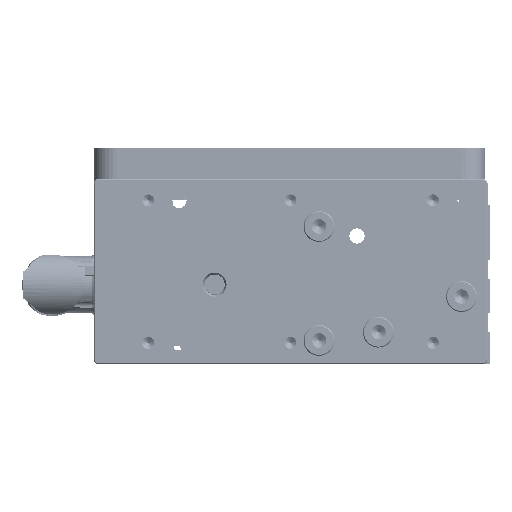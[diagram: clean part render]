
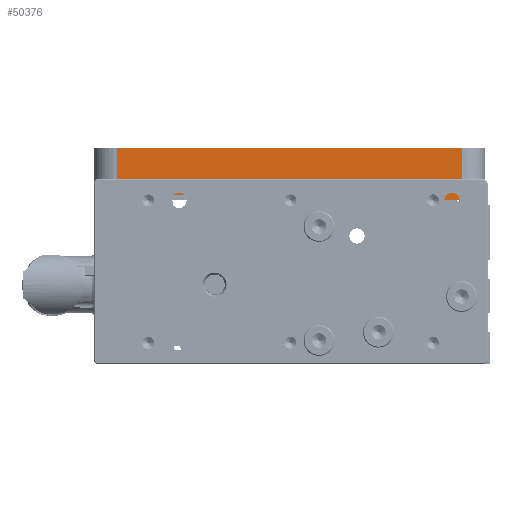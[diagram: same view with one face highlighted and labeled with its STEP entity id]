
A CAD part, left-side view. The second image highlights one B-rep face of the part: STEP entity #50376.
In plain terms, the highlighted planar face has unit normal (-1, 0, 0).
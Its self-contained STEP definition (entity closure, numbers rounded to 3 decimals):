
#4697 = CARTESIAN_POINT ( 'NONE',  ( -100., 85., 22. ) ) ;
#5868 = DIRECTION ( 'NONE',  ( 1., 0., 0. ) ) ;
#7561 = VECTOR ( 'NONE', #52982, 1000. ) ;
#10233 = ORIENTED_EDGE ( 'NONE', *, *, #180281, .T. ) ;
#14812 = DIRECTION ( 'NONE',  ( 0., -1., 0. ) ) ;
#15881 = EDGE_CURVE ( 'NONE', #161509, #79562, #33262, .T. ) ;
#16038 = DIRECTION ( 'NONE',  ( 0., -1., 0. ) ) ;
#17082 = VERTEX_POINT ( 'NONE', #159835 ) ;
#20704 = EDGE_CURVE ( 'NONE', #67596, #228217, #45570, .T. ) ;
#23631 = VERTEX_POINT ( 'NONE', #173963 ) ;
#24706 = CARTESIAN_POINT ( 'NONE',  ( -100., -59., -4. ) ) ;
#24796 = LINE ( 'NONE', #117525, #219952 ) ;
#27086 = CARTESIAN_POINT ( 'NONE',  ( -100., -60., 22. ) ) ;
#28166 = ORIENTED_EDGE ( 'NONE', *, *, #169252, .F. ) ;
#28711 = VERTEX_POINT ( 'NONE', #224154 ) ;
#30626 = DIRECTION ( 'NONE',  ( 0., 0., -1. ) ) ;
#33262 = LINE ( 'NONE', #237115, #191095 ) ;
#34598 = LINE ( 'NONE', #95635, #7561 ) ;
#36847 = ORIENTED_EDGE ( 'NONE', *, *, #185690, .T. ) ;
#38476 = AXIS2_PLACEMENT_3D ( 'NONE', #137942, #153750, #212420 ) ;
#41162 = VECTOR ( 'NONE', #102771, 1000. ) ;
#44320 = DIRECTION ( 'NONE',  ( 0., -1., 0. ) ) ;
#45570 = LINE ( 'NONE', #119938, #145867 ) ;
#46594 = LINE ( 'NONE', #214942, #186637 ) ;
#48703 = CARTESIAN_POINT ( 'NONE',  ( -100., 95., 22. ) ) ;
#50376 = ADVANCED_FACE ( 'NONE', ( #119627 ), #194006, .F. ) ;
#52982 = DIRECTION ( 'NONE',  ( 0., -1., 0. ) ) ;
#57875 = EDGE_LOOP ( 'NONE', ( #107857, #129900, #76217, #198738, #73518, #28166, #10233, #189379, #36847, #197239, #201003, #229187, #92608, #75400 ) ) ;
#67596 = VERTEX_POINT ( 'NONE', #95653 ) ;
#69367 = VECTOR ( 'NONE', #73592, 1000. ) ;
#69803 = CARTESIAN_POINT ( 'NONE',  ( -100., -7., 0. ) ) ;
#71543 = CIRCLE ( 'NONE', #102639, 8. ) ;
#73518 = ORIENTED_EDGE ( 'NONE', *, *, #187488, .T. ) ;
#73592 = DIRECTION ( 'NONE',  ( 0., 0., -1. ) ) ;
#74682 = VECTOR ( 'NONE', #172296, 1000. ) ;
#75400 = ORIENTED_EDGE ( 'NONE', *, *, #137221, .T. ) ;
#76217 = ORIENTED_EDGE ( 'NONE', *, *, #15881, .F. ) ;
#79562 = VERTEX_POINT ( 'NONE', #115178 ) ;
#81280 = VERTEX_POINT ( 'NONE', #192394 ) ;
#83538 = AXIS2_PLACEMENT_3D ( 'NONE', #141123, #5868, #232744 ) ;
#85351 = CARTESIAN_POINT ( 'NONE',  ( -100., -5., 2. ) ) ;
#85518 = VERTEX_POINT ( 'NONE', #4697 ) ;
#86279 = CARTESIAN_POINT ( 'NONE',  ( -100., -41.75, 0. ) ) ;
#89384 = CARTESIAN_POINT ( 'NONE',  ( -100., 85., 2. ) ) ;
#90747 = CARTESIAN_POINT ( 'NONE',  ( -100., -33.75, 0. ) ) ;
#92608 = ORIENTED_EDGE ( 'NONE', *, *, #186614, .F. ) ;
#95635 = CARTESIAN_POINT ( 'NONE',  ( -100., -7., 2. ) ) ;
#95653 = CARTESIAN_POINT ( 'NONE',  ( -100., -23.5, 2.5 ) ) ;
#97906 = EDGE_CURVE ( 'NONE', #231120, #161227, #71543, .T. ) ;
#98186 = DIRECTION ( 'NONE',  ( 0., 1., 0. ) ) ;
#99378 = VECTOR ( 'NONE', #141332, 1000. ) ;
#102639 = AXIS2_PLACEMENT_3D ( 'NONE', #86279, #125233, #108101 ) ;
#102771 = DIRECTION ( 'NONE',  ( 0., 0., 1. ) ) ;
#107857 = ORIENTED_EDGE ( 'NONE', *, *, #97906, .T. ) ;
#108101 = DIRECTION ( 'NONE',  ( 0., 1., 0. ) ) ;
#115178 = CARTESIAN_POINT ( 'NONE',  ( -100., -59., 0. ) ) ;
#117525 = CARTESIAN_POINT ( 'NONE',  ( -100., 95., 0. ) ) ;
#117858 = VERTEX_POINT ( 'NONE', #89384 ) ;
#117954 = CARTESIAN_POINT ( 'NONE',  ( -100., -19.5, 2.5 ) ) ;
#119627 = FACE_OUTER_BOUND ( 'NONE', #57875, .T. ) ;
#119938 = CARTESIAN_POINT ( 'NONE',  ( -100., -19.5, 2.5 ) ) ;
#121996 = EDGE_CURVE ( 'NONE', #161227, #79562, #24796, .T. ) ;
#123619 = DIRECTION ( 'NONE',  ( 0., 0., 1. ) ) ;
#125233 = DIRECTION ( 'NONE',  ( 1., 0., 0. ) ) ;
#129900 = ORIENTED_EDGE ( 'NONE', *, *, #121996, .T. ) ;
#134511 = LINE ( 'NONE', #24706, #74682 ) ;
#137221 = EDGE_CURVE ( 'NONE', #28711, #231120, #164826, .T. ) ;
#137942 = CARTESIAN_POINT ( 'NONE',  ( -100., 95., 22. ) ) ;
#138055 = CARTESIAN_POINT ( 'NONE',  ( -100., -59., -4. ) ) ;
#139348 = EDGE_CURVE ( 'NONE', #169723, #17082, #184362, .T. ) ;
#140510 = LINE ( 'NONE', #27086, #41162 ) ;
#141123 = CARTESIAN_POINT ( 'NONE',  ( -100., -5., 0. ) ) ;
#141332 = DIRECTION ( 'NONE',  ( 0., 0., 1. ) ) ;
#143682 = VECTOR ( 'NONE', #191482, 1000. ) ;
#145265 = VERTEX_POINT ( 'NONE', #85351 ) ;
#145445 = CARTESIAN_POINT ( 'NONE',  ( -100., 85., 22. ) ) ;
#145867 = VECTOR ( 'NONE', #98186, 1000. ) ;
#153750 = DIRECTION ( 'NONE',  ( 1., 0., 0. ) ) ;
#159835 = CARTESIAN_POINT ( 'NONE',  ( -100., -19.5, 0. ) ) ;
#161227 = VERTEX_POINT ( 'NONE', #163816 ) ;
#161509 = VERTEX_POINT ( 'NONE', #138055 ) ;
#163816 = CARTESIAN_POINT ( 'NONE',  ( -100., -49.75, 0. ) ) ;
#164826 = LINE ( 'NONE', #206288, #172092 ) ;
#168420 = CARTESIAN_POINT ( 'NONE',  ( -100., 95., 0. ) ) ;
#169252 = EDGE_CURVE ( 'NONE', #85518, #81280, #215853, .T. ) ;
#169723 = VERTEX_POINT ( 'NONE', #69803 ) ;
#172092 = VECTOR ( 'NONE', #16038, 1000. ) ;
#172296 = DIRECTION ( 'NONE',  ( 0., -1., 0. ) ) ;
#173963 = CARTESIAN_POINT ( 'NONE',  ( -100., -60., -4. ) ) ;
#180281 = EDGE_CURVE ( 'NONE', #85518, #117858, #218790, .T. ) ;
#184362 = LINE ( 'NONE', #168420, #238874 ) ;
#185690 = EDGE_CURVE ( 'NONE', #145265, #169723, #239449, .T. ) ;
#186614 = EDGE_CURVE ( 'NONE', #28711, #67596, #235386, .T. ) ;
#186637 = VECTOR ( 'NONE', #30626, 1000. ) ;
#187488 = EDGE_CURVE ( 'NONE', #23631, #81280, #140510, .T. ) ;
#189379 = ORIENTED_EDGE ( 'NONE', *, *, #222077, .T. ) ;
#191095 = VECTOR ( 'NONE', #123619, 1000. ) ;
#191482 = DIRECTION ( 'NONE',  ( 0., -1., 0. ) ) ;
#192394 = CARTESIAN_POINT ( 'NONE',  ( -100., -60., 22. ) ) ;
#193076 = EDGE_CURVE ( 'NONE', #228217, #17082, #46594, .T. ) ;
#194006 = PLANE ( 'NONE',  #38476 ) ;
#197239 = ORIENTED_EDGE ( 'NONE', *, *, #139348, .T. ) ;
#198738 = ORIENTED_EDGE ( 'NONE', *, *, #225747, .T. ) ;
#201003 = ORIENTED_EDGE ( 'NONE', *, *, #193076, .F. ) ;
#206288 = CARTESIAN_POINT ( 'NONE',  ( -100., 95., 0. ) ) ;
#212420 = DIRECTION ( 'NONE',  ( 0., 1., 0. ) ) ;
#214633 = CARTESIAN_POINT ( 'NONE',  ( -100., -23.5, 2.5 ) ) ;
#214942 = CARTESIAN_POINT ( 'NONE',  ( -100., -19.5, 2.5 ) ) ;
#215853 = LINE ( 'NONE', #48703, #143682 ) ;
#218790 = LINE ( 'NONE', #145445, #69367 ) ;
#219952 = VECTOR ( 'NONE', #44320, 1000. ) ;
#222077 = EDGE_CURVE ( 'NONE', #117858, #145265, #34598, .T. ) ;
#224154 = CARTESIAN_POINT ( 'NONE',  ( -100., -23.5, 0. ) ) ;
#225747 = EDGE_CURVE ( 'NONE', #161509, #23631, #134511, .T. ) ;
#228217 = VERTEX_POINT ( 'NONE', #117954 ) ;
#229187 = ORIENTED_EDGE ( 'NONE', *, *, #20704, .F. ) ;
#231120 = VERTEX_POINT ( 'NONE', #90747 ) ;
#232744 = DIRECTION ( 'NONE',  ( 0., 1., 0. ) ) ;
#235386 = LINE ( 'NONE', #214633, #99378 ) ;
#237115 = CARTESIAN_POINT ( 'NONE',  ( -100., -59., -4. ) ) ;
#238874 = VECTOR ( 'NONE', #14812, 1000. ) ;
#239449 = CIRCLE ( 'NONE', #83538, 2. ) ;
